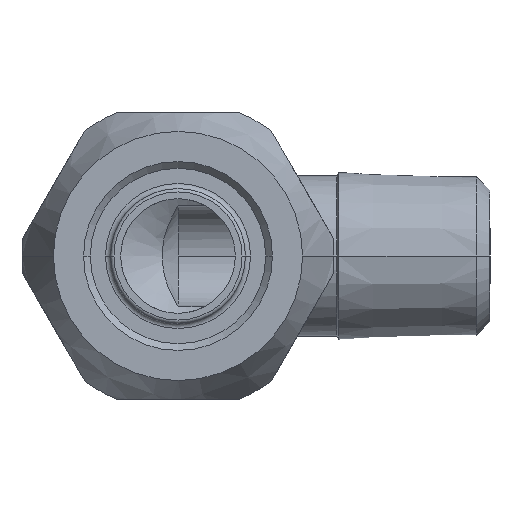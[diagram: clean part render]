
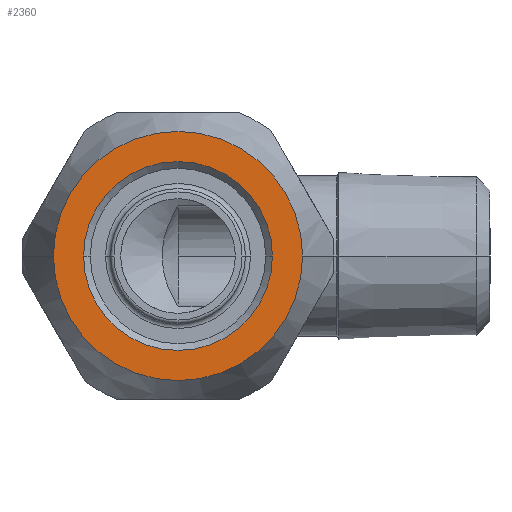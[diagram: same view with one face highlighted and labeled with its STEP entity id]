
A CAD part, left-side view. The second image highlights one B-rep face of the part: STEP entity #2360.
In plain terms, the highlighted planar face has unit normal (-1, 0, 0).
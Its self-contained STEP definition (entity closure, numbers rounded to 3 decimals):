
#647=CARTESIAN_POINT('',(-24.5,0.,0.));
#648=DIRECTION('',(-1.,0.,0.));
#649=DIRECTION('',(0.,1.,0.));
#650=AXIS2_PLACEMENT_3D('',#647,#648,#649);
#661=CARTESIAN_POINT('',(-24.5,0.,0.));
#662=DIRECTION('',(1.,0.,0.));
#663=DIRECTION('',(0.,1.,0.));
#664=AXIS2_PLACEMENT_3D('',#661,#662,#663);
#670=CARTESIAN_POINT('',(-24.5,0.,0.));
#671=DIRECTION('',(-1.,0.,0.));
#672=DIRECTION('',(0.,1.,0.));
#673=AXIS2_PLACEMENT_3D('',#670,#671,#672);
#675=CARTESIAN_POINT('',(-24.5,0.,0.));
#676=DIRECTION('',(1.,0.,0.));
#677=DIRECTION('',(0.,1.,0.));
#678=AXIS2_PLACEMENT_3D('',#675,#676,#677);
#1424=CARTESIAN_POINT('',(-24.5,7.385,0.));
#1426=VERTEX_POINT('',#1424);
#1432=CARTESIAN_POINT('',(-24.5,-7.385,0.));
#1434=VERTEX_POINT('',#1432);
#1459=CARTESIAN_POINT('',(-24.5,5.6,0.));
#1460=CARTESIAN_POINT('',(-24.5,-5.6,0.));
#1461=VERTEX_POINT('',#1459);
#1462=VERTEX_POINT('',#1460);
#2345=CARTESIAN_POINT('',(-24.5,0.,0.));
#2346=DIRECTION('',(1.,0.,0.));
#2347=DIRECTION('',(0.,-1.,0.));
#2348=AXIS2_PLACEMENT_3D('',#2345,#2346,#2347);
#2349=PLANE('',#2348);
#2351=ORIENTED_EDGE('',*,*,#2350,.F.);
#2353=ORIENTED_EDGE('',*,*,#2352,.T.);
#2354=EDGE_LOOP('',(#2351,#2353));
#2355=FACE_OUTER_BOUND('',#2354,.F.);
#2356=ORIENTED_EDGE('',*,*,#2339,.F.);
#2357=ORIENTED_EDGE('',*,*,#2325,.T.);
#2358=EDGE_LOOP('',(#2356,#2357));
#2359=FACE_BOUND('',#2358,.F.);
#2360=ADVANCED_FACE('',(#2355,#2359),#2349,.F.);
#651=CIRCLE('',#650,5.6);
#665=CIRCLE('',#664,5.6);
#674=CIRCLE('',#673,7.385);
#679=CIRCLE('',#678,7.385);
#2325=EDGE_CURVE('',#1461,#1462,#651,.T.);
#2339=EDGE_CURVE('',#1461,#1462,#665,.T.);
#2350=EDGE_CURVE('',#1426,#1434,#674,.T.);
#2352=EDGE_CURVE('',#1426,#1434,#679,.T.);
